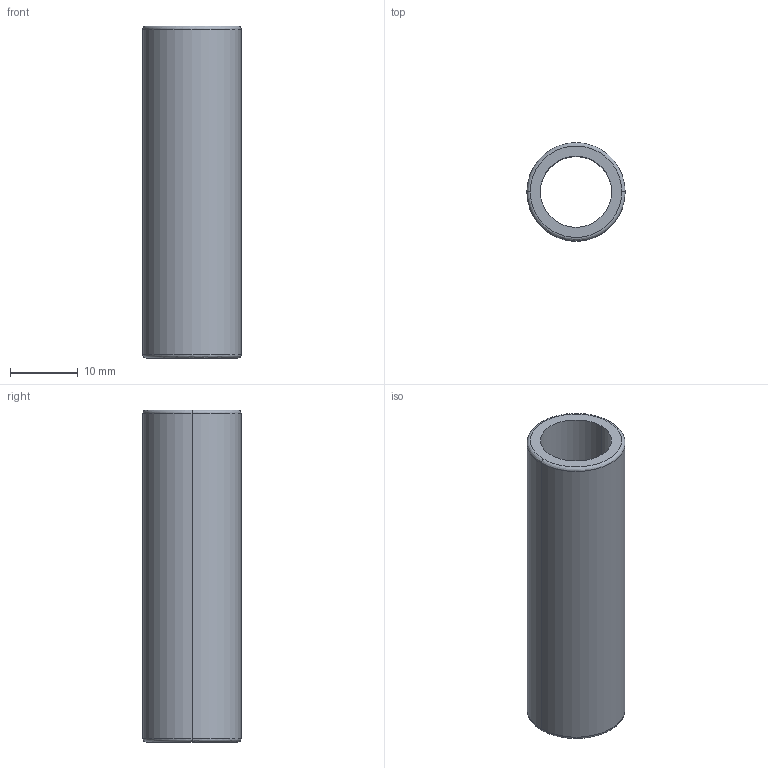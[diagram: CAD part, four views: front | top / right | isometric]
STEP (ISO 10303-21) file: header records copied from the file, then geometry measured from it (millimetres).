
FILE_DESCRIPTION (( 'STEP AP214' ), '1' );
FILE_NAME ('BAbeta_battery_green.STEP', '2019-09-11T08:35:05', ( '' ), ( '' ), 'SwSTEP 2.0', 'SolidWorks 2019', '' );
FILE_SCHEMA (( 'AUTOMOTIVE_DESIGN' ));
Length unit declared in the file: millimetre
Products named in the file (1): BAbeta_battery_green
Bounding box: 14.5 x 14.5 x 49 mm (x, y, z)
Volume: 3844 mm3; surface area: 3985.8 mm2
Topology: 1 solids, 1 shells, 10 faces, 20 edges, 12 vertices
Faces by surface type: cylinder 4, bspline 4, plane 2
Entity records: 456 total; most frequent: CARTESIAN_POINT 115, DIRECTION 42, ORIENTED_EDGE 40, EDGE_CURVE 20, AXIS2_PLACEMENT_3D 19, UNCERTAINTY_MEASURE_WITH_UNIT 13, EDGE_LOOP 12, SURFACE_SIDE_STYLE 12
